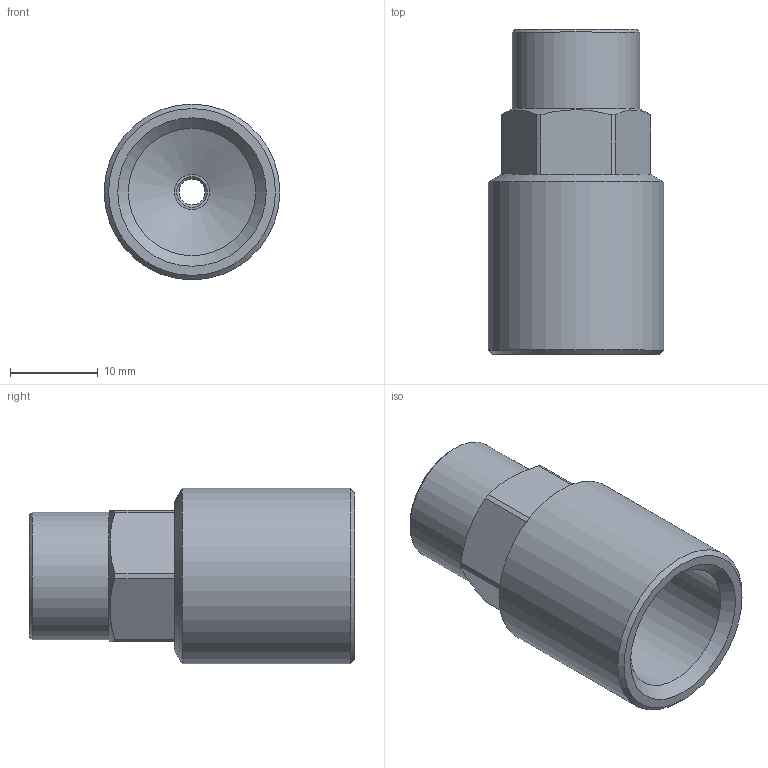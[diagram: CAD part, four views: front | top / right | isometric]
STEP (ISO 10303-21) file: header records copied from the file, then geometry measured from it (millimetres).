
FILE_DESCRIPTION(( 'MAF.13.06.M16X1.5.stp' ), '1');
FILE_NAME( 'MAF.13.06.M16X1.5.stp', '2021-02-19T15:27:38',( 'Sopra'),('sopra-pneumatic.com'), 'SwSTEP 2.0','SolidWorks 2009','' );
FILE_SCHEMA( ( 'AUTOMOTIVE_DESIGN { 1 0 10303 214 1 1 1 1 }' ) );
Length unit declared in the file: millimetre
Products named in the file (1): Rivoluzione1
Bounding box: 20 x 37 x 20 mm (x, y, z)
Volume: 6576.3 mm3; surface area: 3940.5 mm2
Topology: 1 solids, 1 shells, 176 faces, 451 edges, 294 vertices
Faces by surface type: plane 80, bspline 70, cylinder 15, cone 9, torus 2
Full cylindrical faces by diameter (mm): 2.95 x1, 3.85 x1, 4 x1, 6.15 x2, 12 x1, 14.5 x2, 20 x1
Entity records: 10141 total; most frequent: CARTESIAN_POINT 5018, ORIENTED_EDGE 852, DIRECTION 535, EDGE_CURVE 426, VERTEX_POINT 289, LINE 235, VECTOR 235, EDGE_LOOP 215
